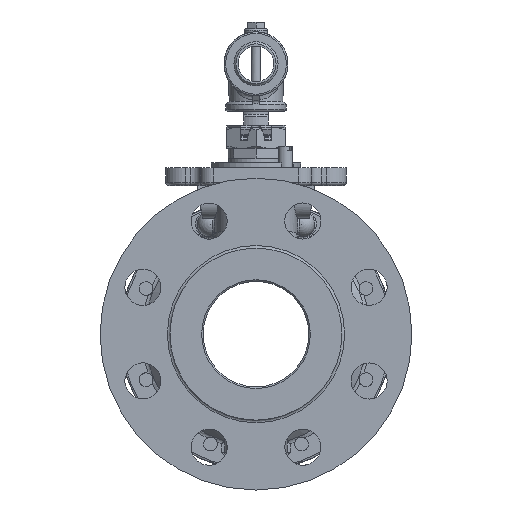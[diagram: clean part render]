
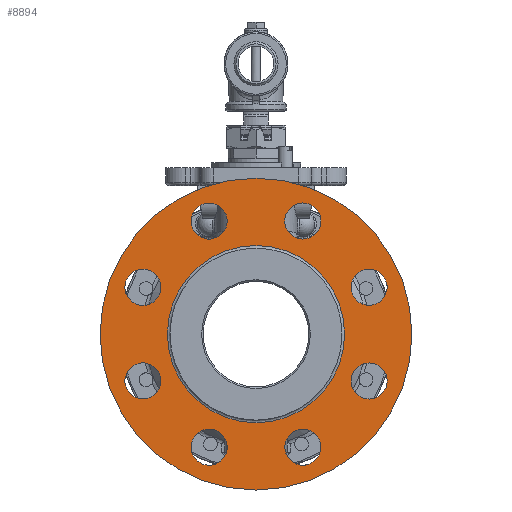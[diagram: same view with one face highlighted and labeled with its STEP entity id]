
A CAD part, left-side view. The second image highlights one B-rep face of the part: STEP entity #8894.
In plain terms, the highlighted planar face has unit normal (-1, 0, 0).
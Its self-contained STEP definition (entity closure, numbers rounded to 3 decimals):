
#966=PLANE('',#9661);
#2288=FACE_BOUND('',#3214,.T.);
#2289=FACE_BOUND('',#3215,.T.);
#2290=FACE_BOUND('',#3216,.T.);
#2291=FACE_BOUND('',#3217,.T.);
#2292=FACE_BOUND('',#3218,.T.);
#2293=FACE_BOUND('',#3219,.T.);
#2294=FACE_BOUND('',#3220,.T.);
#2295=FACE_BOUND('',#3221,.T.);
#2296=FACE_BOUND('',#3222,.T.);
#2575=FACE_OUTER_BOUND('',#3213,.T.);
#3213=EDGE_LOOP('',(#7147));
#3214=EDGE_LOOP('',(#7148));
#3215=EDGE_LOOP('',(#7149));
#3216=EDGE_LOOP('',(#7150));
#3217=EDGE_LOOP('',(#7151));
#3218=EDGE_LOOP('',(#7152));
#3219=EDGE_LOOP('',(#7153));
#3220=EDGE_LOOP('',(#7154));
#3221=EDGE_LOOP('',(#7155));
#3222=EDGE_LOOP('',(#7156));
#3578=CIRCLE('',#9220,11.);
#3580=CIRCLE('',#9223,11.);
#3582=CIRCLE('',#9226,11.);
#3584=CIRCLE('',#9229,11.);
#3586=CIRCLE('',#9232,11.);
#3588=CIRCLE('',#9235,11.);
#3590=CIRCLE('',#9238,11.);
#3592=CIRCLE('',#9241,11.);
#3815=CIRCLE('',#9603,95.);
#3816=CIRCLE('',#9605,54.);
#4014=VERTEX_POINT('',#12422);
#4016=VERTEX_POINT('',#12427);
#4018=VERTEX_POINT('',#12432);
#4020=VERTEX_POINT('',#12437);
#4022=VERTEX_POINT('',#12442);
#4024=VERTEX_POINT('',#12447);
#4026=VERTEX_POINT('',#12452);
#4028=VERTEX_POINT('',#12457);
#4395=VERTEX_POINT('',#15955);
#4396=VERTEX_POINT('',#15958);
#4815=EDGE_CURVE('',#4014,#4014,#3578,.T.);
#4817=EDGE_CURVE('',#4016,#4016,#3580,.T.);
#4819=EDGE_CURVE('',#4018,#4018,#3582,.T.);
#4821=EDGE_CURVE('',#4020,#4020,#3584,.T.);
#4823=EDGE_CURVE('',#4022,#4022,#3586,.T.);
#4825=EDGE_CURVE('',#4024,#4024,#3588,.T.);
#4827=EDGE_CURVE('',#4026,#4026,#3590,.T.);
#4829=EDGE_CURVE('',#4028,#4028,#3592,.T.);
#5365=EDGE_CURVE('',#4395,#4395,#3815,.T.);
#5366=EDGE_CURVE('',#4396,#4396,#3816,.T.);
#7147=ORIENTED_EDGE('',*,*,#5365,.F.);
#7148=ORIENTED_EDGE('',*,*,#4815,.T.);
#7149=ORIENTED_EDGE('',*,*,#4817,.T.);
#7150=ORIENTED_EDGE('',*,*,#4819,.T.);
#7151=ORIENTED_EDGE('',*,*,#4821,.T.);
#7152=ORIENTED_EDGE('',*,*,#4823,.T.);
#7153=ORIENTED_EDGE('',*,*,#4825,.T.);
#7154=ORIENTED_EDGE('',*,*,#4827,.T.);
#7155=ORIENTED_EDGE('',*,*,#4829,.T.);
#7156=ORIENTED_EDGE('',*,*,#5366,.F.);
#8894=ADVANCED_FACE('',(#2575,#2288,#2289,#2290,#2291,#2292,#2293,#2294,
#2295,#2296),#966,.F.);
#9220=AXIS2_PLACEMENT_3D('',#12423,#10162,#10163);
#9223=AXIS2_PLACEMENT_3D('',#12428,#10168,#10169);
#9226=AXIS2_PLACEMENT_3D('',#12433,#10174,#10175);
#9229=AXIS2_PLACEMENT_3D('',#12438,#10180,#10181);
#9232=AXIS2_PLACEMENT_3D('',#12443,#10186,#10187);
#9235=AXIS2_PLACEMENT_3D('',#12448,#10192,#10193);
#9238=AXIS2_PLACEMENT_3D('',#12453,#10198,#10199);
#9241=AXIS2_PLACEMENT_3D('',#12458,#10204,#10205);
#9603=AXIS2_PLACEMENT_3D('',#15956,#11067,#11068);
#9605=AXIS2_PLACEMENT_3D('',#15959,#11071,#11072);
#9661=AXIS2_PLACEMENT_3D('',#16140,#11208,#11209);
#10162=DIRECTION('center_axis',(1.,0.,0.));
#10163=DIRECTION('ref_axis',(0.,0.707,0.707));
#10168=DIRECTION('center_axis',(1.,0.,0.));
#10169=DIRECTION('ref_axis',(0.,1.,0.));
#10174=DIRECTION('center_axis',(1.,0.,0.));
#10175=DIRECTION('ref_axis',(0.,0.707,-0.707));
#10180=DIRECTION('center_axis',(1.,0.,0.));
#10181=DIRECTION('ref_axis',(0.,0.,-1.));
#10186=DIRECTION('center_axis',(1.,0.,0.));
#10187=DIRECTION('ref_axis',(0.,-0.707,-0.707));
#10192=DIRECTION('center_axis',(1.,0.,0.));
#10193=DIRECTION('ref_axis',(0.,-1.,0.));
#10198=DIRECTION('center_axis',(1.,0.,0.));
#10199=DIRECTION('ref_axis',(0.,-0.707,0.707));
#10204=DIRECTION('center_axis',(1.,0.,0.));
#10205=DIRECTION('ref_axis',(0.,0.,1.));
#11067=DIRECTION('center_axis',(1.,0.,0.));
#11068=DIRECTION('ref_axis',(0.,0.,-1.));
#11071=DIRECTION('center_axis',(-1.,0.,0.));
#11072=DIRECTION('ref_axis',(0.,0.,-1.));
#11208=DIRECTION('center_axis',(1.,0.,0.));
#11209=DIRECTION('ref_axis',(0.,0.,-1.));
#12422=CARTESIAN_POINT('',(-91.35,36.326,76.7));
#12423=CARTESIAN_POINT('Origin',(-91.35,28.548,68.921));
#12427=CARTESIAN_POINT('',(-91.35,79.921,28.548));
#12428=CARTESIAN_POINT('Origin',(-91.35,68.921,28.548));
#12432=CARTESIAN_POINT('',(-91.35,76.7,-36.326));
#12433=CARTESIAN_POINT('Origin',(-91.35,68.921,-28.548));
#12437=CARTESIAN_POINT('',(-91.35,28.548,-79.921));
#12438=CARTESIAN_POINT('Origin',(-91.35,28.548,-68.921));
#12442=CARTESIAN_POINT('',(-91.35,-36.326,-76.7));
#12443=CARTESIAN_POINT('Origin',(-91.35,-28.548,-68.921));
#12447=CARTESIAN_POINT('',(-91.35,-79.921,-28.548));
#12448=CARTESIAN_POINT('Origin',(-91.35,-68.921,-28.548));
#12452=CARTESIAN_POINT('',(-91.35,-76.7,36.326));
#12453=CARTESIAN_POINT('Origin',(-91.35,-68.921,28.548));
#12457=CARTESIAN_POINT('',(-91.35,-28.548,79.921));
#12458=CARTESIAN_POINT('Origin',(-91.35,-28.548,68.921));
#15955=CARTESIAN_POINT('',(-91.35,0.,95.));
#15956=CARTESIAN_POINT('Origin',(-91.35,0.,0.));
#15958=CARTESIAN_POINT('',(-91.35,0.,54.));
#15959=CARTESIAN_POINT('Origin',(-91.35,0.,0.));
#16140=CARTESIAN_POINT('Origin',(-91.35,0.,0.));
